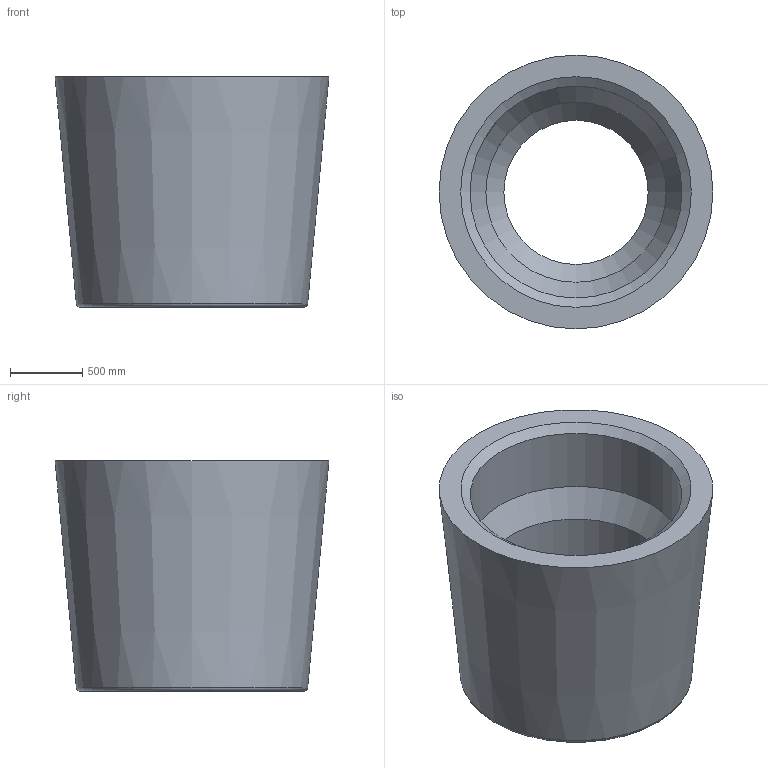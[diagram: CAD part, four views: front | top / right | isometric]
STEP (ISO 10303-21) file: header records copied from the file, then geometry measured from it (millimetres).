
FILE_DESCRIPTION(/* description */ (''),/* implementation_level */ '2;1');
FILE_NAME(/* name */ '19842.100X_3D.stp',/* time_stamp */ '2025-02-21T13:29:26+01:00',/* author */ ('c.rudolph'),/* organization */ (''),/* preprocessor_version */ 'ST-DEVELOPER v20',/* originating_system */ 'AutoCAD Mechanical',/* authorisation */ '');
FILE_SCHEMA (('AUTOMOTIVE_DESIGN { 1 0 10303 214 3 1 1 }'));
Length unit declared in the file: centimetre
Products named in the file (2): Product; *S0
Assembly tree (1 placements, depth 2):
  Product
    *S0
Bounding box: 1900 x 1900 x 1600 mm (x, y, z)
Volume: 1661610227.9 mm3; surface area: 17877621.5 mm2
Topology: 1 solids, 1 shells, 10 faces, 20 edges, 13 vertices
Faces by surface type: cone 4, cylinder 3, plane 2, torus 1
Full cylindrical faces by diameter (mm): 1000 x1, 1250 x1, 1470 x1
Entity records: 328 total; most frequent: DIRECTION 58, CARTESIAN_POINT 46, ORIENTED_EDGE 38, AXIS2_PLACEMENT_3D 25, EDGE_CURVE 19, EDGE_LOOP 12, CIRCLE 12, VERTEX_POINT 11
